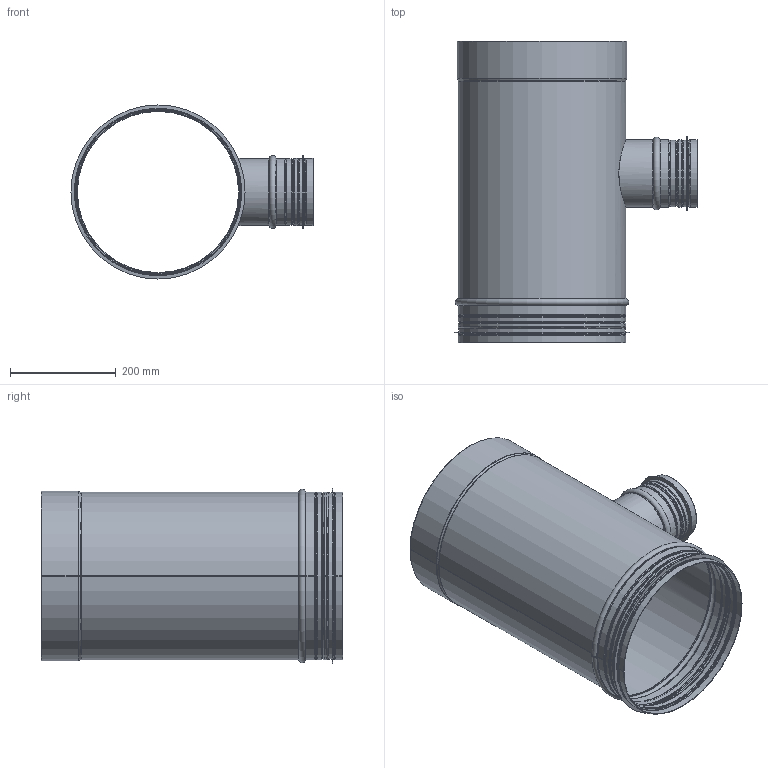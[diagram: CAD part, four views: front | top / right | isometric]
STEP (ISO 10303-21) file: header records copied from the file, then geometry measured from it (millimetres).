
FILE_DESCRIPTION(/* description */ ('Rörämne gren'),/* implementation_level */ '2;1');
FILE_NAME(/* name */ 'HTKH-25.stp',/* time_stamp */ '2016-04-28T16:21:17+02:00',/* author */ ('John'),/* organization */ (''),/* preprocessor_version */ 'ST-DEVELOPER v15.6',/* originating_system */ 'Autodesk Inventor 2015',/* authorisation */ '');
FILE_SCHEMA (('AUTOMOTIVE_DESIGN { 1 0 10303 214 3 1 1 }'));
Length unit declared in the file: millimetre
Products named in the file (7): HTKH-AA-25; HTKH-AB-25; HIK-AA-2; HIK-AA-6; HIK-AB-2; HIK-AB-6; HTKH-25
Assembly tree (6 placements, depth 2):
  HTKH-25
    HTKH-AA-25
    HTKH-AB-25
    HIK-AA-2
    HIK-AA-6
    HIK-AB-2
    HIK-AB-6
Bounding box: 458.3 x 570 x 329.6 mm (x, y, z)
Volume: 694593.5 mm3; surface area: 1350763.7 mm2
Topology: 6 solids, 6 shells, 229 faces, 455 edges, 238 vertices
Faces by surface type: plane 103, torus 60, cylinder 39, cone 22, bspline 5
Full cylindrical faces by diameter (mm): 122 x2, 125.6 x2, 126.6 x1, 139.6 x1, 312 x2, 315.6 x2, 316.6 x1, 329.6 x1
Entity records: 6965 total; most frequent: CARTESIAN_POINT 1896, DIRECTION 1113, ORIENTED_EDGE 854, AXIS2_PLACEMENT_3D 463, EDGE_CURVE 427, EDGE_LOOP 267, VERTEX_POINT 238, STYLED_ITEM 235
